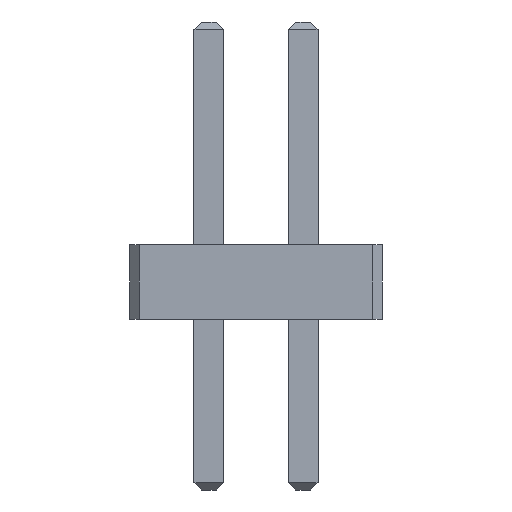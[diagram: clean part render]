
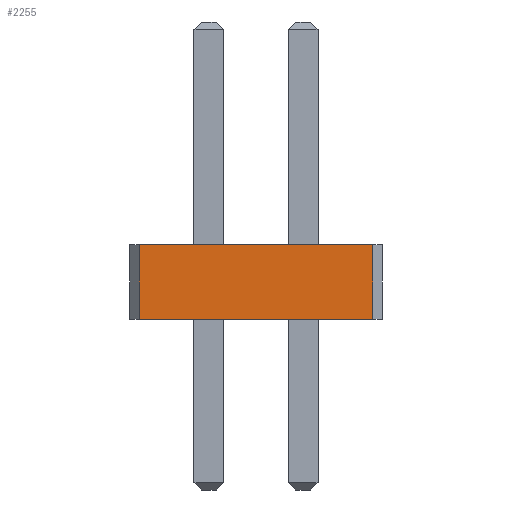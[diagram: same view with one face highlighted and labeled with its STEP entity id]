
A CAD part, front view. The second image highlights one B-rep face of the part: STEP entity #2255.
In plain terms, the highlighted planar face has unit normal (0, -1, 0).
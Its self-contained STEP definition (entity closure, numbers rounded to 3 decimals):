
#13=DIRECTION('',(0.,0.,1.));
#27=VECTOR('',#13,1.);
#67=DIRECTION('',(1.,0.,0.));
#2242=VERTEX_POINT('',#2243);
#2243=CARTESIAN_POINT('',(-0.938,-48.895,1.));
#2246=EDGE_CURVE('',#2247,#2242,#2249,.T.);
#2247=VERTEX_POINT('',#2248);
#2248=CARTESIAN_POINT('',(-0.938,-48.895,0.));
#2249=LINE('',#2248,#27);
#2255=ADVANCED_FACE('',(#2256),#2273,.F.);
#2256=FACE_BOUND('',#2257,.F.);
#2257=EDGE_LOOP('',(#2258,#2259,#2265,#2270));
#2258=ORIENTED_EDGE('',*,*,#2246,.T.);
#2259=ORIENTED_EDGE('',*,*,#2260,.T.);
#2260=EDGE_CURVE('',#2242,#2261,#2263,.T.);
#2261=VERTEX_POINT('',#2262);
#2262=CARTESIAN_POINT('',(2.208,-48.895,1.));
#2263=LINE('',#2243,#2264);
#2264=VECTOR('',#67,1.);
#2265=ORIENTED_EDGE('',*,*,#2266,.F.);
#2266=EDGE_CURVE('',#2267,#2261,#2269,.T.);
#2267=VERTEX_POINT('',#2268);
#2268=CARTESIAN_POINT('',(2.208,-48.895,0.));
#2269=LINE('',#2268,#27);
#2270=ORIENTED_EDGE('',*,*,#2271,.F.);
#2271=EDGE_CURVE('',#2247,#2267,#2272,.T.);
#2272=LINE('',#2248,#2264);
#2273=PLANE('',#2274);
#2274=AXIS2_PLACEMENT_3D('',#2248,#2275,#67);
#2275=DIRECTION('',(0.,1.,0.));
